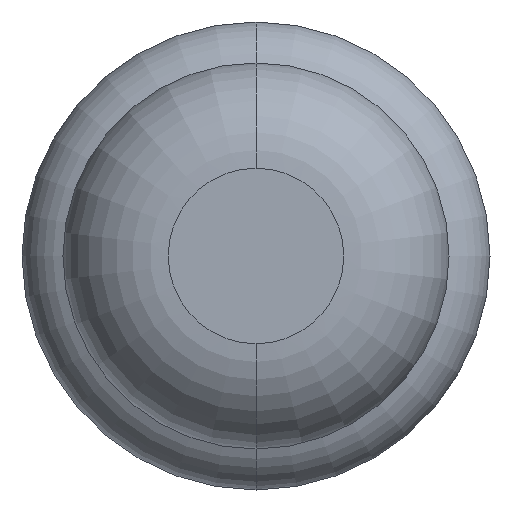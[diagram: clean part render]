
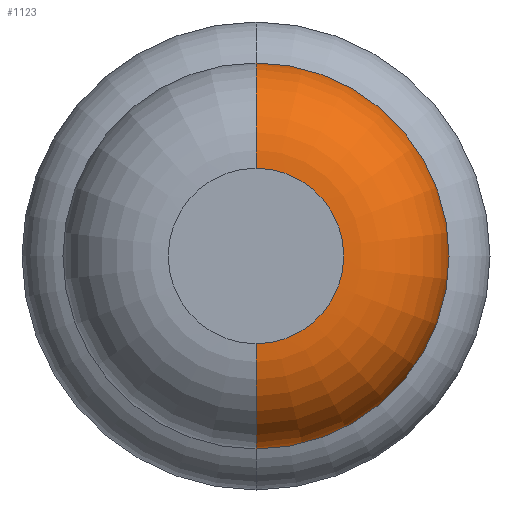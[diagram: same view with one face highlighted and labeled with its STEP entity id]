
A CAD part, front view. The second image highlights one B-rep face of the part: STEP entity #1123.
In plain terms, the highlighted toroidal (fillet/blend) face has major radius 0.375 mm and minor radius 0.45 mm.
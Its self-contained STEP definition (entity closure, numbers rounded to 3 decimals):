
#1 = DIRECTION ( 'NONE',  ( 1., 0., 0. ) ) ;
#30 = CIRCLE ( 'NONE', #1431, 0.45 ) ;
#166 = ORIENTED_EDGE ( 'NONE', *, *, #4391, .F. ) ;
#177 = AXIS2_PLACEMENT_3D ( 'NONE', #2053, #1500, #1393 ) ;
#303 = DIRECTION ( 'NONE',  ( 0., 0., 1. ) ) ;
#314 = EDGE_LOOP ( 'NONE', ( #1175, #1784, #166, #3409 ) ) ;
#369 = DIRECTION ( 'NONE',  ( 0., 0., 1. ) ) ;
#438 = FACE_OUTER_BOUND ( 'NONE', #314, .T. ) ;
#550 = TOROIDAL_SURFACE ( 'NONE', #177, 0.375, 0.45 ) ;
#796 = DIRECTION ( 'NONE',  ( 0., 1., 0. ) ) ;
#999 = DIRECTION ( 'NONE',  ( 0., 1., 0. ) ) ;
#1030 = CIRCLE ( 'NONE', #1709, 0.375 ) ;
#1061 = CARTESIAN_POINT ( 'NONE',  ( 0., -30.4, 0. ) ) ;
#1107 = CARTESIAN_POINT ( 'NONE',  ( 0., -29.95, 0. ) ) ;
#1123 = ADVANCED_FACE ( 'Defeature ausgef�hrt1_6', ( #438 ), #550, .T. ) ;
#1175 = ORIENTED_EDGE ( 'NONE', *, *, #2495, .T. ) ;
#1251 = CIRCLE ( 'NONE', #1878, 0.825 ) ;
#1320 = VERTEX_POINT ( 'NONE', #1589 ) ;
#1361 = CARTESIAN_POINT ( 'NONE',  ( 0., -30.4, 0.375 ) ) ;
#1393 = DIRECTION ( 'NONE',  ( 0., 0., 1. ) ) ;
#1431 = AXIS2_PLACEMENT_3D ( 'NONE', #3468, #1, #2468 ) ;
#1500 = DIRECTION ( 'NONE',  ( 0., 1., 0. ) ) ;
#1589 = CARTESIAN_POINT ( 'NONE',  ( 0., -30.4, -0.375 ) ) ;
#1709 = AXIS2_PLACEMENT_3D ( 'NONE', #1061, #999, #303 ) ;
#1784 = ORIENTED_EDGE ( 'NONE', *, *, #3124, .T. ) ;
#1816 = VERTEX_POINT ( 'NONE', #1361 ) ;
#1878 = AXIS2_PLACEMENT_3D ( 'NONE', #1107, #796, #3887 ) ;
#2053 = CARTESIAN_POINT ( 'NONE',  ( 0., -29.95, 0. ) ) ;
#2465 = EDGE_CURVE ( 'NONE', #1816, #3518, #3766, .T. ) ;
#2468 = DIRECTION ( 'NONE',  ( 0., 0., -1. ) ) ;
#2473 = DIRECTION ( 'NONE',  ( -1., 0., 0. ) ) ;
#2495 = EDGE_CURVE ( 'Defeature ausgef�hrt1_6+Defeature ausgef�hrt1_5+Defeature ausgef�hrt1_5+Defeature ausgef�hrt1_5', #1816, #1320, #1030, .T. ) ;
#2617 = CARTESIAN_POINT ( 'NONE',  ( 0., -29.95, 0.825 ) ) ;
#3060 = AXIS2_PLACEMENT_3D ( 'NONE', #4167, #2473, #369 ) ;
#3124 = EDGE_CURVE ( 'NONE', #1320, #3267, #30, .T. ) ;
#3267 = VERTEX_POINT ( 'NONE', #4088 ) ;
#3409 = ORIENTED_EDGE ( 'NONE', *, *, #2465, .F. ) ;
#3468 = CARTESIAN_POINT ( 'NONE',  ( 0., -29.95, -0.375 ) ) ;
#3518 = VERTEX_POINT ( 'NONE', #2617 ) ;
#3766 = CIRCLE ( 'NONE', #3060, 0.45 ) ;
#3887 = DIRECTION ( 'NONE',  ( 0., 0., 1. ) ) ;
#4088 = CARTESIAN_POINT ( 'NONE',  ( 0., -29.95, -0.825 ) ) ;
#4167 = CARTESIAN_POINT ( 'NONE',  ( 0., -29.95, 0.375 ) ) ;
#4391 = EDGE_CURVE ( 'Defeature ausgef�hrt1_7+Defeature ausgef�hrt1_6+Defeature ausgef�hrt1_6+Defeature ausgef�hrt1_6', #3518, #3267, #1251, .T. ) ;
